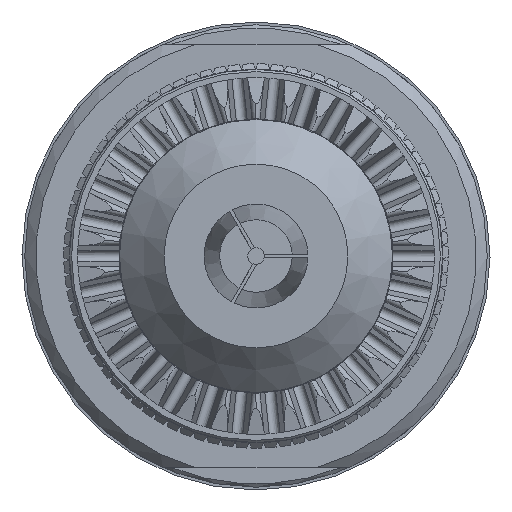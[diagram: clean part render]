
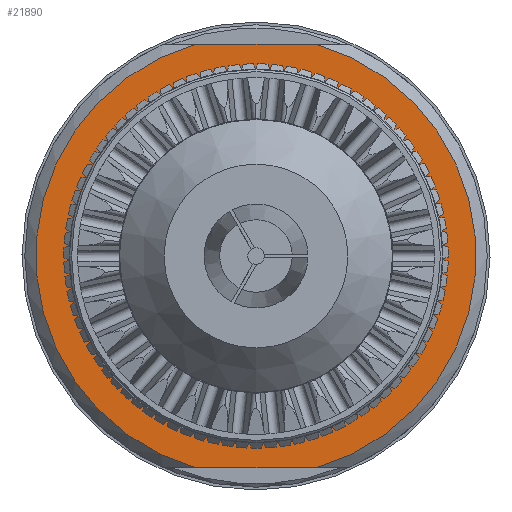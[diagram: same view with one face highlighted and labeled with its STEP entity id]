
A CAD part, left-side view. The second image highlights one B-rep face of the part: STEP entity #21890.
In plain terms, the highlighted planar face has unit normal (-1, 0, 0).
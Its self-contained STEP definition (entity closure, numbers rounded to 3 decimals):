
#983=FACE_BOUND('',#4780,.T.);
#1065=PLANE('',#23317);
#3406=FACE_OUTER_BOUND('',#4779,.T.);
#4779=EDGE_LOOP('',(#15403,#15404,#15405,#15406));
#4780=EDGE_LOOP('',(#15407,#15408));
#6241=LINE('',#32593,#7565);
#6242=LINE('',#32595,#7566);
#7565=VECTOR('',#26123,10.);
#7566=VECTOR('',#26124,10.);
#8747=CIRCLE('',#23316,19.75);
#8748=CIRCLE('',#23318,19.75);
#8749=CIRCLE('',#23319,8.);
#8750=CIRCLE('',#23320,8.);
#9865=VERTEX_POINT('',#32579);
#9868=VERTEX_POINT('',#32586);
#9869=VERTEX_POINT('',#32592);
#9870=VERTEX_POINT('',#32594);
#9871=VERTEX_POINT('',#32597);
#9872=VERTEX_POINT('',#32598);
#11883=EDGE_CURVE('',#9868,#9865,#8747,.T.);
#11884=EDGE_CURVE('',#9869,#9865,#6241,.T.);
#11885=EDGE_CURVE('',#9868,#9870,#6242,.T.);
#11886=EDGE_CURVE('',#9869,#9870,#8748,.T.);
#11887=EDGE_CURVE('',#9871,#9872,#8749,.T.);
#11888=EDGE_CURVE('',#9872,#9871,#8750,.T.);
#15403=ORIENTED_EDGE('',*,*,#11884,.T.);
#15404=ORIENTED_EDGE('',*,*,#11883,.F.);
#15405=ORIENTED_EDGE('',*,*,#11885,.T.);
#15406=ORIENTED_EDGE('',*,*,#11886,.F.);
#15407=ORIENTED_EDGE('',*,*,#11887,.T.);
#15408=ORIENTED_EDGE('',*,*,#11888,.T.);
#21890=ADVANCED_FACE('',(#3406,#983),#1065,.T.);
#23316=AXIS2_PLACEMENT_3D('',#32590,#26119,#26120);
#23317=AXIS2_PLACEMENT_3D('',#32591,#26121,#26122);
#23318=AXIS2_PLACEMENT_3D('',#32596,#26125,#26126);
#23319=AXIS2_PLACEMENT_3D('',#32599,#26127,#26128);
#23320=AXIS2_PLACEMENT_3D('',#32600,#26129,#26130);
#26119=DIRECTION('center_axis',(1.,0.,0.));
#26120=DIRECTION('ref_axis',(0.,-1.,0.));
#26121=DIRECTION('center_axis',(-1.,0.,0.));
#26122=DIRECTION('ref_axis',(0.,0.,
-1.));
#26123=DIRECTION('',(0.,1.,0.));
#26124=DIRECTION('',(0.,-1.,0.));
#26125=DIRECTION('center_axis',(1.,0.,0.));
#26126=DIRECTION('ref_axis',(0.,-1.,0.));
#26127=DIRECTION('center_axis',(1.,0.,0.));
#26128=DIRECTION('ref_axis',(0.,-1.,0.));
#26129=DIRECTION('center_axis',(1.,0.,0.));
#26130=DIRECTION('ref_axis',(0.,-1.,0.));
#32579=CARTESIAN_POINT('',(-85.,5.391,19.));
#32586=CARTESIAN_POINT('',(-85.,5.391,-19.));
#32590=CARTESIAN_POINT('Origin',(-85.,0.,0.));
#32591=CARTESIAN_POINT('Origin',(-85.,-13.875,0.));
#32592=CARTESIAN_POINT('',(-85.,-5.391,19.));
#32593=CARTESIAN_POINT('',(-85.,-1.392,19.));
#32594=CARTESIAN_POINT('',(-85.,-5.391,-19.));
#32595=CARTESIAN_POINT('',(-85.,-12.483,-19.));
#32596=CARTESIAN_POINT('Origin',(-85.,0.,0.));
#32597=CARTESIAN_POINT('',(-85.,-8.,0.));
#32598=CARTESIAN_POINT('',(-85.,8.,0.));
#32599=CARTESIAN_POINT('Origin',(-85.,0.,0.));
#32600=CARTESIAN_POINT('Origin',(-85.,0.,0.));
